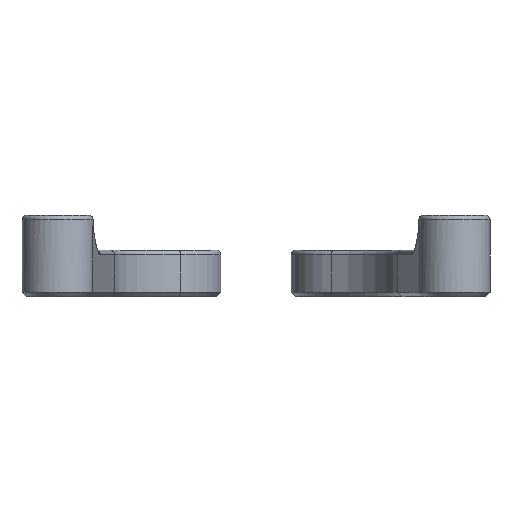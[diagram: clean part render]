
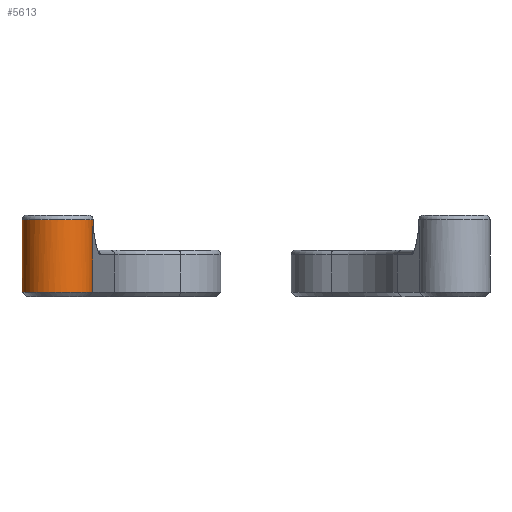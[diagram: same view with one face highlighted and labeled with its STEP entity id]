
A CAD part, front view. The second image highlights one B-rep face of the part: STEP entity #5613.
In plain terms, the highlighted cylindrical face has radius 3.05 mm (diameter 6.1 mm), a full revolution.
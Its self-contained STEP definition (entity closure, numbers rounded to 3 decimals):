
#45=CYLINDRICAL_SURFACE('',#5990,3.05);
#154=CIRCLE('',#5978,3.05);
#155=CIRCLE('',#5979,3.05);
#161=CIRCLE('',#5991,3.05);
#162=CIRCLE('',#5992,3.05);
#529=FACE_OUTER_BOUND('',#881,.T.);
#881=EDGE_LOOP('',(#4200,#4201,#4202,#4203,#4204,#4205,#4206,#4207));
#1394=LINE('',#8623,#1984);
#1397=LINE('',#8639,#1987);
#1398=LINE('',#8641,#1988);
#1984=VECTOR('',#6859,10.);
#1987=VECTOR('',#6866,3.05);
#1988=VECTOR('',#6867,10.);
#2520=VERTEX_POINT('',#8581);
#2524=VERTEX_POINT('',#8593);
#2525=VERTEX_POINT('',#8595);
#2533=VERTEX_POINT('',#8622);
#2536=VERTEX_POINT('',#8637);
#2537=VERTEX_POINT('',#8640);
#3123=EDGE_CURVE('',#2520,#2524,#154,.T.);
#3124=EDGE_CURVE('',#2524,#2525,#155,.T.);
#3138=EDGE_CURVE('',#2525,#2533,#1394,.T.);
#3142=EDGE_CURVE('',#2536,#2536,#161,.T.);
#3143=EDGE_CURVE('',#2536,#2524,#1397,.T.);
#3144=EDGE_CURVE('',#2520,#2537,#1398,.T.);
#3145=EDGE_CURVE('',#2533,#2537,#162,.T.);
#4200=ORIENTED_EDGE('',*,*,#3142,.F.);
#4201=ORIENTED_EDGE('',*,*,#3143,.T.);
#4202=ORIENTED_EDGE('',*,*,#3123,.F.);
#4203=ORIENTED_EDGE('',*,*,#3144,.T.);
#4204=ORIENTED_EDGE('',*,*,#3145,.F.);
#4205=ORIENTED_EDGE('',*,*,#3138,.F.);
#4206=ORIENTED_EDGE('',*,*,#3124,.F.);
#4207=ORIENTED_EDGE('',*,*,#3143,.F.);
#5613=ADVANCED_FACE('',(#529),#45,.T.);
#5978=AXIS2_PLACEMENT_3D('',#8594,#6827,#6828);
#5979=AXIS2_PLACEMENT_3D('',#8596,#6829,#6830);
#5990=AXIS2_PLACEMENT_3D('',#8636,#6862,#6863);
#5991=AXIS2_PLACEMENT_3D('',#8638,#6864,#6865);
#5992=AXIS2_PLACEMENT_3D('',#8642,#6868,#6869);
#6827=DIRECTION('center_axis',(0.,0.,-1.));
#6828=DIRECTION('ref_axis',(-1.,0.,0.));
#6829=DIRECTION('center_axis',(0.,0.,-1.));
#6830=DIRECTION('ref_axis',(-1.,0.,0.));
#6859=DIRECTION('',(0.,0.,1.));
#6862=DIRECTION('center_axis',(0.,0.,1.));
#6863=DIRECTION('ref_axis',(1.,0.,0.));
#6864=DIRECTION('center_axis',(0.,0.,1.));
#6865=DIRECTION('ref_axis',(1.,0.,0.));
#6866=DIRECTION('',(0.,0.,-1.));
#6867=DIRECTION('',(0.,0.,1.));
#6868=DIRECTION('center_axis',(0.,0.,-1.));
#6869=DIRECTION('ref_axis',(0.15,0.989,0.));
#8581=CARTESIAN_POINT('',(67.617,-14.121,0.4));
#8593=CARTESIAN_POINT('',(61.552,-13.664,0.4));
#8594=CARTESIAN_POINT('Origin',(64.602,-13.664,0.4));
#8595=CARTESIAN_POINT('',(61.586,-13.208,0.4));
#8596=CARTESIAN_POINT('Origin',(64.602,-13.664,0.4));
#8622=CARTESIAN_POINT('',(61.586,-13.208,6.));
#8623=CARTESIAN_POINT('',(61.586,-13.208,0.));
#8636=CARTESIAN_POINT('Origin',(64.602,-13.664,0.));
#8637=CARTESIAN_POINT('',(61.552,-13.664,6.6));
#8638=CARTESIAN_POINT('Origin',(64.602,-13.664,6.6));
#8639=CARTESIAN_POINT('',(61.552,-13.664,0.));
#8640=CARTESIAN_POINT('',(67.617,-14.121,6.));
#8641=CARTESIAN_POINT('',(67.617,-14.121,0.));
#8642=CARTESIAN_POINT('Origin',(64.602,-13.664,6.));
